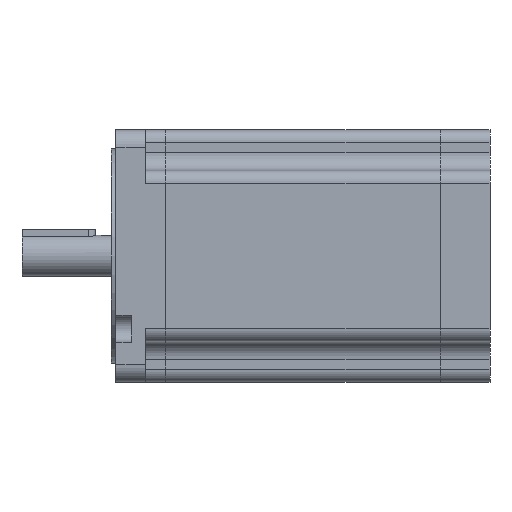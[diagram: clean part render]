
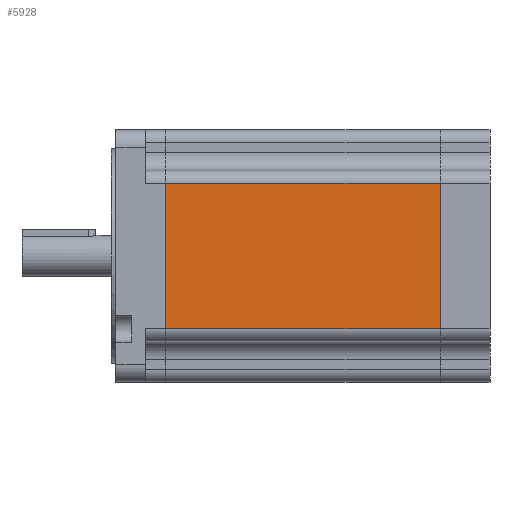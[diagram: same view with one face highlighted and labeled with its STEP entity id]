
A CAD part, left-side view. The second image highlights one B-rep face of the part: STEP entity #5928.
In plain terms, the highlighted planar face has unit normal (-1, 0, 0).
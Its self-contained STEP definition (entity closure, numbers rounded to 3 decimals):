
#21 = CARTESIAN_POINT ( 'NONE',  ( 0., 0., -67.8 ) ) ;
#81 = LINE ( 'NONE', #336, #3656 ) ;
#182 = CARTESIAN_POINT ( 'NONE',  ( 0., 93.5, -18.2 ) ) ;
#336 = CARTESIAN_POINT ( 'NONE',  ( 0., 93.5, -67.8 ) ) ;
#359 = VERTEX_POINT ( 'NONE', #182 ) ;
#710 = CARTESIAN_POINT ( 'NONE',  ( 0., 0., -18.2 ) ) ;
#778 = CARTESIAN_POINT ( 'NONE',  ( 0., 0., -67.8 ) ) ;
#915 = EDGE_CURVE ( 'NONE', #5291, #2806, #5567, .T. ) ;
#1151 = ORIENTED_EDGE ( 'NONE', *, *, #915, .T. ) ;
#1187 = EDGE_CURVE ( 'NONE', #2806, #2115, #1905, .T. ) ;
#1541 = CARTESIAN_POINT ( 'NONE',  ( 0., 93.5, -18.2 ) ) ;
#1697 = DIRECTION ( 'NONE',  ( 0., 0., 1. ) ) ;
#1741 = PLANE ( 'NONE',  #5602 ) ;
#1836 = VECTOR ( 'NONE', #1979, 1000. ) ;
#1905 = LINE ( 'NONE', #21, #5636 ) ;
#1979 = DIRECTION ( 'NONE',  ( 0., -1., 0. ) ) ;
#2018 = EDGE_CURVE ( 'NONE', #359, #2115, #5029, .T. ) ;
#2115 = VERTEX_POINT ( 'NONE', #710 ) ;
#2223 = DIRECTION ( 'NONE',  ( 1., 0., 0. ) ) ;
#2350 = ORIENTED_EDGE ( 'NONE', *, *, #1187, .T. ) ;
#2806 = VERTEX_POINT ( 'NONE', #778 ) ;
#3002 = ORIENTED_EDGE ( 'NONE', *, *, #2018, .F. ) ;
#3586 = CARTESIAN_POINT ( 'NONE',  ( 0., 93.5, -67.8 ) ) ;
#3656 = VECTOR ( 'NONE', #1697, 1000. ) ;
#3935 = VECTOR ( 'NONE', #5276, 1000. ) ;
#4026 = DIRECTION ( 'NONE',  ( 0., 0., 1. ) ) ;
#4136 = CARTESIAN_POINT ( 'NONE',  ( 0., 93.5, -67.8 ) ) ;
#4740 = CARTESIAN_POINT ( 'NONE',  ( 0., 93.5, -67.8 ) ) ;
#4955 = EDGE_CURVE ( 'NONE', #5291, #359, #81, .T. ) ;
#5029 = LINE ( 'NONE', #1541, #3935 ) ;
#5231 = ORIENTED_EDGE ( 'NONE', *, *, #4955, .F. ) ;
#5276 = DIRECTION ( 'NONE',  ( 0., -1., 0. ) ) ;
#5291 = VERTEX_POINT ( 'NONE', #4740 ) ;
#5483 = DIRECTION ( 'NONE',  ( 0., 0., -1. ) ) ;
#5567 = LINE ( 'NONE', #4136, #1836 ) ;
#5602 = AXIS2_PLACEMENT_3D ( 'NONE', #3586, #2223, #5483 ) ;
#5636 = VECTOR ( 'NONE', #4026, 1000. ) ;
#5928 = ADVANCED_FACE ( 'NONE', ( #5987 ), #1741, .F. ) ;
#5987 = FACE_OUTER_BOUND ( 'NONE', #6036, .T. ) ;
#6036 = EDGE_LOOP ( 'NONE', ( #2350, #3002, #5231, #1151 ) ) ;
